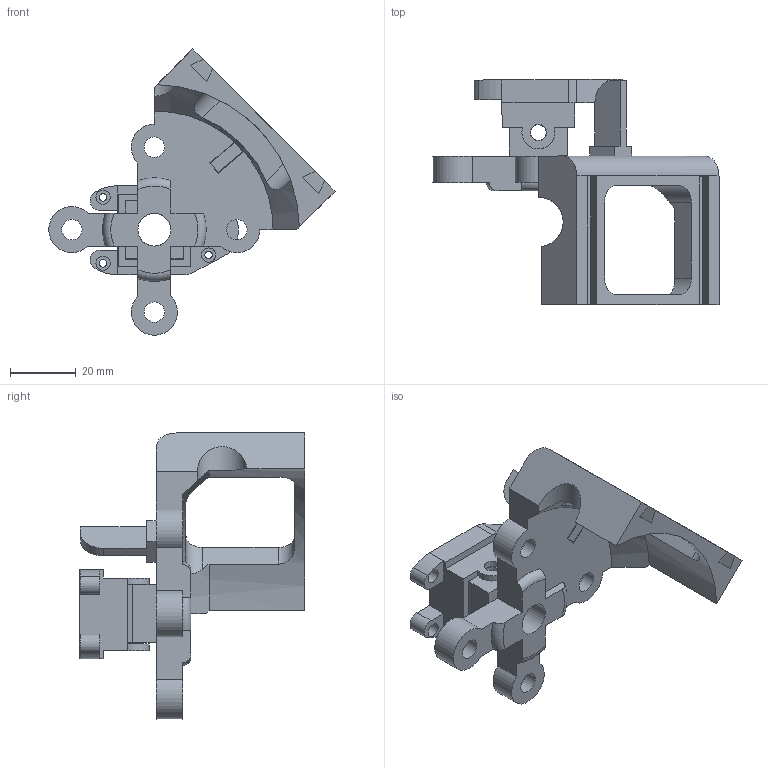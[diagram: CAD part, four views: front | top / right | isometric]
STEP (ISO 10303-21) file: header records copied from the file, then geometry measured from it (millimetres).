
FILE_DESCRIPTION(/* description */ (''),/* implementation_level */ '2;1');
FILE_NAME(/* name */ 'sensor_platform.stp',/* time_stamp */ '2021-06-09T00:52:08+02:00',/* author */ ('fraaw'),/* organization */ (''),/* preprocessor_version */ 'ST-DEVELOPER v18.1',/* originating_system */ 'Autodesk Inventor 2022',/* authorisation */ '');
FILE_SCHEMA (('AUTOMOTIVE_DESIGN { 1 0 10303 214 3 1 1 }'));
Length unit declared in the file: millimetre
Products named in the file (4): sensor_platform; franka_connector; finger_mount; lavalier_holder
Assembly tree (3 placements, depth 2):
  sensor_platform
    franka_connector
    finger_mount
    lavalier_holder
Bounding box: 86.77 x 68.33 x 86.77 mm (x, y, z)
Volume: 39277.1 mm3; surface area: 21316.2 mm2
Topology: 3 solids, 3 shells, 170 faces, 458 edges, 302 vertices
Faces by surface type: plane 105, cylinder 60, torus 4, cone 1
Full cylindrical faces by diameter (mm): 2.3 x4, 4.3 x4, 4.8 x2, 5 x2, 6.2 x4, 10 x1, 10.1 x4, 15 x1
Entity records: 5821 total; most frequent: CARTESIAN_POINT 1239, ORIENTED_EDGE 916, DIRECTION 915, EDGE_CURVE 458, LINE 305, VECTOR 305, AXIS2_PLACEMENT_3D 305, VERTEX_POINT 302
